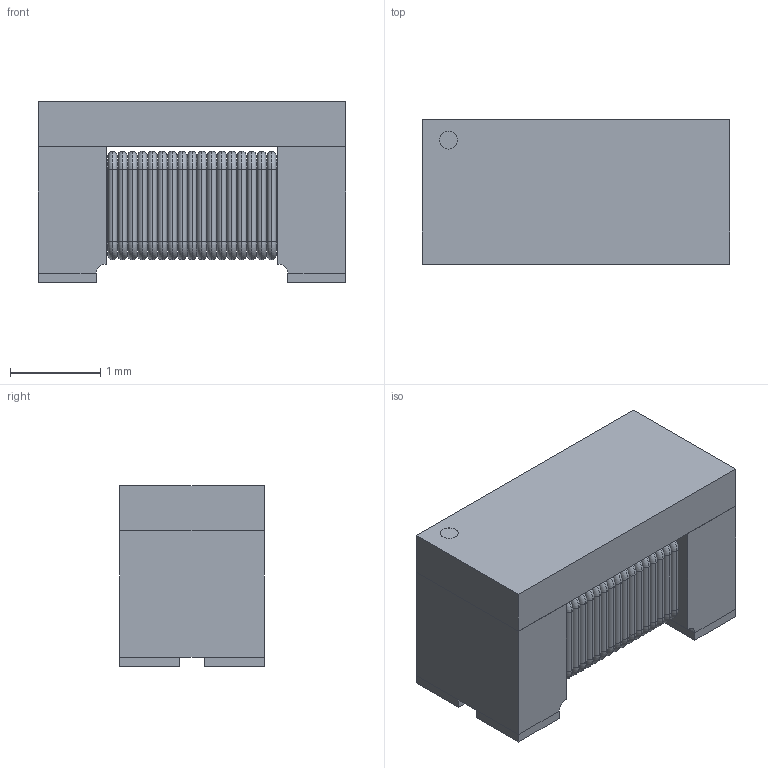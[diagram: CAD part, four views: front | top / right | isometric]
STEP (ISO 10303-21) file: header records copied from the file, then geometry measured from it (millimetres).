
FILE_DESCRIPTION (( 'STEP AP214' ), '1' );
FILE_NAME ('X-fmr3416.STEP', '2024-11-11T12:40:36', ( '' ), ( '' ), 'SwSTEP 2.0', 'SolidWorks 2021', '' );
FILE_SCHEMA (( 'AUTOMOTIVE_DESIGN' ));
Length unit declared in the file: millimetre
Products named in the file (1): X-fmr3416
Bounding box: 3.4 x 1.6 x 2 mm (x, y, z)
Volume: 9.1 mm3; surface area: 67.8 mm2
Topology: 23 solids, 23 shells, 333 faces, 682 edges, 364 vertices
Faces by surface type: cylinder 144, torus 136, plane 53
Entity records: 9265 total; most frequent: DIRECTION 1774, CARTESIAN_POINT 1380, ORIENTED_EDGE 1364, AXIS2_PLACEMENT_3D 758, EDGE_CURVE 682, CIRCLE 424, VERTEX_POINT 364, EDGE_LOOP 336
